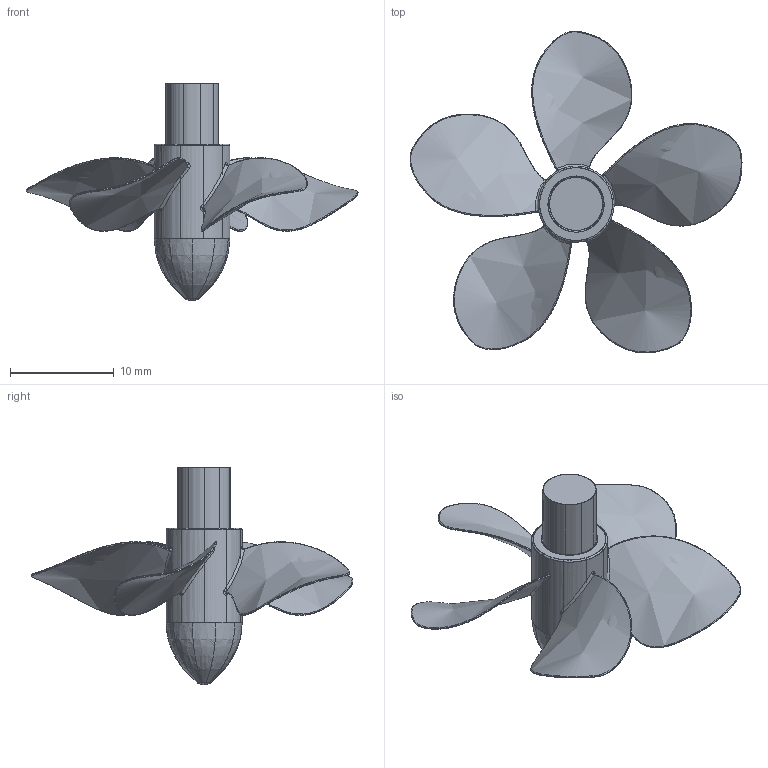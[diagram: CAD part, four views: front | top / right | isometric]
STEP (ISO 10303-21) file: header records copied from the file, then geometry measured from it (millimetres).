
FILE_DESCRIPTION (( 'STEP AP214' ), '1' );
FILE_NAME ('propeller1.STEP', '2021-06-07T11:03:39', ( '' ), ( '' ), 'SwSTEP 2.0', 'SolidWorks 2020', '' );
FILE_SCHEMA (( 'AUTOMOTIVE_DESIGN' ));
Length unit declared in the file: millimetre
Products named in the file (1): propeller1
Bounding box: 32.02 x 31.04 x 20.95 mm (x, y, z)
Volume: 3357.3 mm3; surface area: 3479.8 mm2
Topology: 5 solids, 5 shells, 120 faces, 255 edges, 155 vertices
Faces by surface type: bspline 60, cylinder 20, torus 20, sphere 10, plane 10
Entity records: 7494 total; most frequent: CARTESIAN_POINT 5106, ORIENTED_EDGE 510, DIRECTION 442, EDGE_CURVE 255, AXIS2_PLACEMENT_3D 211, VERTEX_POINT 155, CIRCLE 150, EDGE_LOOP 130
